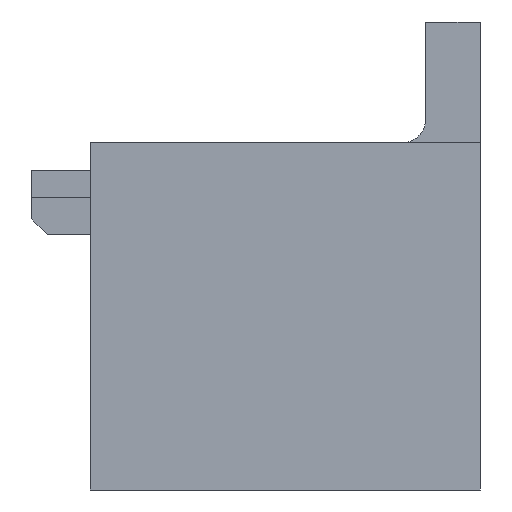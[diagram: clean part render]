
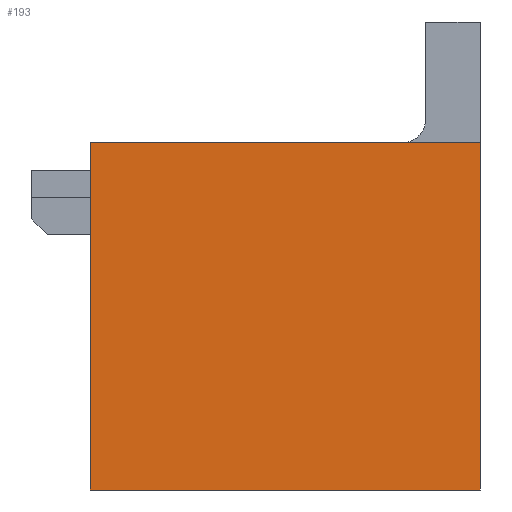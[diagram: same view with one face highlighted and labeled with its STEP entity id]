
A CAD part, left-side view. The second image highlights one B-rep face of the part: STEP entity #193.
In plain terms, the highlighted planar face has unit normal (-1, 0, 0).
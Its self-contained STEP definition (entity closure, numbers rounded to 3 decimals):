
#193 = ADVANCED_FACE( '', ( #332 ), #333, .T. );
#332 = FACE_OUTER_BOUND( '', #483, .T. );
#333 = PLANE( '', #484 );
#483 = EDGE_LOOP( '', ( #1027, #1028, #1029, #1030 ) );
#484 = AXIS2_PLACEMENT_3D( '', #1031, #1032, #1033 );
#1027 = ORIENTED_EDGE( '', *, *, #1207, .T. );
#1028 = ORIENTED_EDGE( '', *, *, #1221, .T. );
#1029 = ORIENTED_EDGE( '', *, *, #1257, .F. );
#1030 = ORIENTED_EDGE( '', *, *, #1199, .T. );
#1031 = CARTESIAN_POINT( '', ( -2.15, 2.875, -2.225 ) );
#1032 = DIRECTION( '', ( -1., 0., 0. ) );
#1033 = DIRECTION( '', ( 0., 0., 1. ) );
#1199 = EDGE_CURVE( '', #1460, #1458, #1461, .T. );
#1207 = EDGE_CURVE( '', #1458, #1472, #1474, .T. );
#1221 = EDGE_CURVE( '', #1472, #1496, #1498, .T. );
#1257 = EDGE_CURVE( '', #1460, #1496, #1561, .T. );
#1458 = VERTEX_POINT( '', #1852 );
#1460 = VERTEX_POINT( '', #1855 );
#1461 = LINE( '', #1856, #1857 );
#1472 = VERTEX_POINT( '', #1874 );
#1474 = LINE( '', #1877, #1878 );
#1496 = VERTEX_POINT( '', #1912 );
#1498 = LINE( '', #1915, #1916 );
#1561 = LINE( '', #2014, #2015 );
#1852 = CARTESIAN_POINT( '', ( -2.15, 2.125, -2.225 ) );
#1855 = CARTESIAN_POINT( '', ( -2.15, 2.125, 2.225 ) );
#1856 = CARTESIAN_POINT( '', ( -2.15, 2.125, 2.225 ) );
#1857 = VECTOR( '', #2273, 1000. );
#1874 = CARTESIAN_POINT( '', ( -2.15, -2.875, -2.225 ) );
#1877 = CARTESIAN_POINT( '', ( -2.15, 2.125, -2.225 ) );
#1878 = VECTOR( '', #2281, 1000. );
#1912 = CARTESIAN_POINT( '', ( -2.15, -2.875, 2.225 ) );
#1915 = CARTESIAN_POINT( '', ( -2.15, -2.875, -2.225 ) );
#1916 = VECTOR( '', #2295, 1000. );
#2014 = CARTESIAN_POINT( '', ( -2.15, 2.125, 2.225 ) );
#2015 = VECTOR( '', #2331, 1000. );
#2273 = DIRECTION( '', ( 0., 0., -1. ) );
#2281 = DIRECTION( '', ( 0., -1., 0. ) );
#2295 = DIRECTION( '', ( 0., 0., 1. ) );
#2331 = DIRECTION( '', ( 0., -1., 0. ) );
